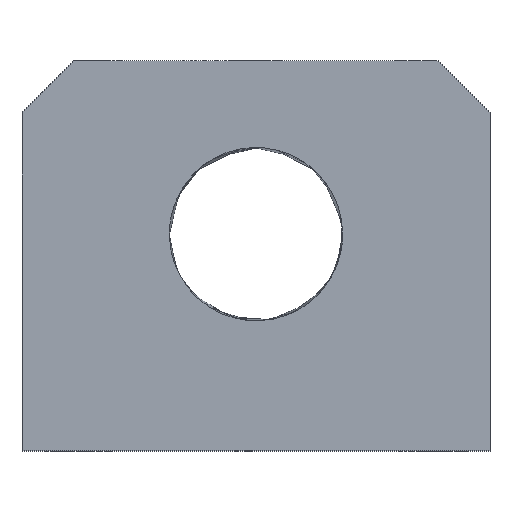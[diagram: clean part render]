
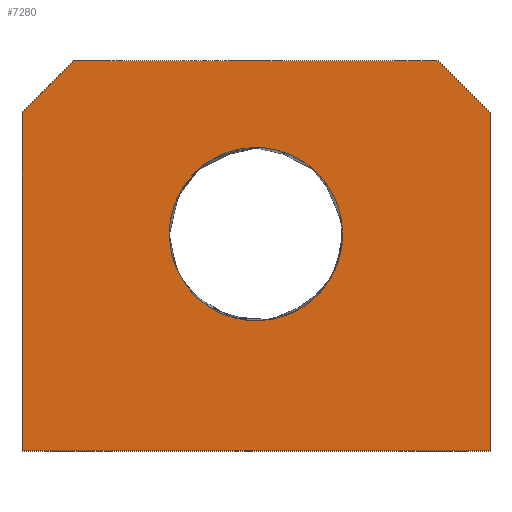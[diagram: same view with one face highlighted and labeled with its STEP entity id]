
A CAD part, top view. The second image highlights one B-rep face of the part: STEP entity #7280.
In plain terms, the highlighted free-form (B-spline) face has degree [1, 1] with [2, 2] control points.
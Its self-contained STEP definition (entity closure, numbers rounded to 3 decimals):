
#2410 = CARTESIAN_POINT ('', (42., 90., 48.));
#2420 = VERTEX_POINT ('', #2410);
#2430 = CARTESIAN_POINT ('', (-42., 90., 48.));
#2440 = VERTEX_POINT ('', #2430);
#2450 = CARTESIAN_POINT ('', (42., 90., 48.));
#2460 = CARTESIAN_POINT ('', (-42., 90., 48.));
#2470 = B_SPLINE_CURVE_WITH_KNOTS ('', 1, (#2450, #2460), .UNSPECIFIED., .F., .U., (2, 2), (0., 1.), .UNSPECIFIED.);
#2480 = EDGE_CURVE ('', #2420, #2440, #2470, .T.);
#6490 = CARTESIAN_POINT ('', (54., 78., 48.));
#6500 = VERTEX_POINT ('', #6490);
#6510 = CARTESIAN_POINT ('', (54., 78., 48.));
#6520 = CARTESIAN_POINT ('', (50., 82., 48.));
#6530 = CARTESIAN_POINT ('', (46., 86., 48.));
#6540 = CARTESIAN_POINT ('', (42., 90., 48.));
#6550 = B_SPLINE_CURVE_WITH_KNOTS ('', 3, (#6510, #6520, #6530, #6540), .UNSPECIFIED., .F., .U., (4, 4), (0., 1.), .UNSPECIFIED.);
#6560 = EDGE_CURVE ('', #6500, #2420, #6550, .T.);
#6710 = ORIENTED_EDGE ('', *, *, #2480, .T.);
#6720 = CARTESIAN_POINT ('', (-54., 78., 48.));
#6730 = VERTEX_POINT ('', #6720);
#6740 = CARTESIAN_POINT ('', (-42., 90., 48.));
#6750 = CARTESIAN_POINT ('', (-46., 86., 48.));
#6760 = CARTESIAN_POINT ('', (-50., 82., 48.));
#6770 = CARTESIAN_POINT ('', (-54., 78., 48.));
#6780 = B_SPLINE_CURVE_WITH_KNOTS ('', 3, (#6740, #6750, #6760, #6770), .UNSPECIFIED., .F., .U., (4, 4), (0., 1.), .UNSPECIFIED.);
#6790 = EDGE_CURVE ('', #2440, #6730, #6780, .T.);
#6800 = ORIENTED_EDGE ('', *, *, #6790, .T.);
#6810 = CARTESIAN_POINT ('', (-54., 0., 48.));
#6820 = VERTEX_POINT ('', #6810);
#6830 = CARTESIAN_POINT ('', (-54., 0., 48.));
#6840 = CARTESIAN_POINT ('', (-54., 78., 48.));
#6850 = B_SPLINE_CURVE_WITH_KNOTS ('', 1, (#6830, #6840), .UNSPECIFIED., .F., .U., (2, 2), (0., 1.), .UNSPECIFIED.);
#6860 = EDGE_CURVE ('', #6820, #6730, #6850, .T.);
#6870 = ORIENTED_EDGE ('', *, *, #6860, .F.);
#6880 = CARTESIAN_POINT ('', (54., 0., 48.));
#6890 = VERTEX_POINT ('', #6880);
#6900 = CARTESIAN_POINT ('', (54., 0., 48.));
#6910 = CARTESIAN_POINT ('', (-54., 0., 48.));
#6920 = B_SPLINE_CURVE_WITH_KNOTS ('', 1, (#6900, #6910), .UNSPECIFIED., .F., .U., (2, 2), (0., 1.), .UNSPECIFIED.);
#6930 = EDGE_CURVE ('', #6890, #6820, #6920, .T.);
#6940 = ORIENTED_EDGE ('', *, *, #6930, .F.);
#6950 = CARTESIAN_POINT ('', (54., 78., 48.));
#6960 = CARTESIAN_POINT ('', (54., 0., 48.));
#6970 = B_SPLINE_CURVE_WITH_KNOTS ('', 1, (#6950, #6960), .UNSPECIFIED., .F., .U., (2, 2), (0., 1.), .UNSPECIFIED.);
#6980 = EDGE_CURVE ('', #6500, #6890, #6970, .T.);
#6990 = ORIENTED_EDGE ('', *, *, #6980, .F.);
#7000 = ORIENTED_EDGE ('', *, *, #6560, .T.);
#7010 = EDGE_LOOP ('', (#6710, #6800, #6870, #6940, #6990, #7000));
#7020 = FACE_OUTER_BOUND ('', #7010, .T.);
#7030 = CARTESIAN_POINT ('', (20., 50., 48.));
#7040 = VERTEX_POINT ('', #7030);
#7050 = CARTESIAN_POINT ('', (-20., 50., 48.));
#7060 = VERTEX_POINT ('', #7050);
#7070 = CARTESIAN_POINT ('', (20., 50., 48.));
#7080 = CARTESIAN_POINT ('', (20., 90., 48.));
#7090 = CARTESIAN_POINT ('', (-20., 90., 48.));
#7100 = CARTESIAN_POINT ('', (-20., 50., 48.));
#7110 = (
   BOUNDED_CURVE ()
   B_SPLINE_CURVE (3, (#7070, #7080, #7090, #7100), .UNSPECIFIED., .F., .U.)
   B_SPLINE_CURVE_WITH_KNOTS ((4, 4), (0., 1.), .UNSPECIFIED.)
   CURVE ()
   GEOMETRIC_REPRESENTATION_ITEM ()
   RATIONAL_B_SPLINE_CURVE ((1., 0.333, 0.333, 1.))
   REPRESENTATION_ITEM ('')
);
#7120 = EDGE_CURVE ('', #7040, #7060, #7110, .T.);
#7130 = ORIENTED_EDGE ('', *, *, #7120, .F.);
#7140 = CARTESIAN_POINT ('', (-20., 50., 48.));
#7150 = CARTESIAN_POINT ('', (-20., 10., 48.));
#7160 = CARTESIAN_POINT ('', (20., 10., 48.));
#7170 = CARTESIAN_POINT ('', (20., 50., 48.));
#7180 = (
   BOUNDED_CURVE ()
   B_SPLINE_CURVE (3, (#7140, #7150, #7160, #7170), .UNSPECIFIED., .F., .U.)
   B_SPLINE_CURVE_WITH_KNOTS ((4, 4), (0., 1.), .UNSPECIFIED.)
   CURVE ()
   GEOMETRIC_REPRESENTATION_ITEM ()
   RATIONAL_B_SPLINE_CURVE ((1., 0.333, 0.333, 1.))
   REPRESENTATION_ITEM ('')
);
#7190 = EDGE_CURVE ('', #7060, #7040, #7180, .T.);
#7200 = ORIENTED_EDGE ('', *, *, #7190, .F.);
#7210 = EDGE_LOOP ('', (#7130, #7200));
#7220 = FACE_BOUND ('', #7210, .T.);
#7230 = CARTESIAN_POINT ('', (-54., 0., 48.));
#7240 = CARTESIAN_POINT ('', (-54., 90., 48.));
#7250 = CARTESIAN_POINT ('', (54., 0., 48.));
#7260 = CARTESIAN_POINT ('', (54., 90., 48.));
#7270 = B_SPLINE_SURFACE_WITH_KNOTS ('', 1, 1, ((#7230, #7240), (#7250, #7260)), .UNSPECIFIED., .F., .F., .U., (2, 2), (2, 2), (0., 1.), (0., 1.), .UNSPECIFIED.);
#7280 = ADVANCED_FACE ('', (#7020, #7220), #7270, .T.);
